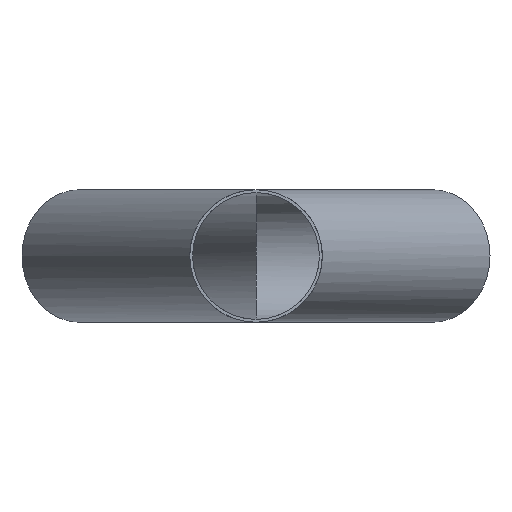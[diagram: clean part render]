
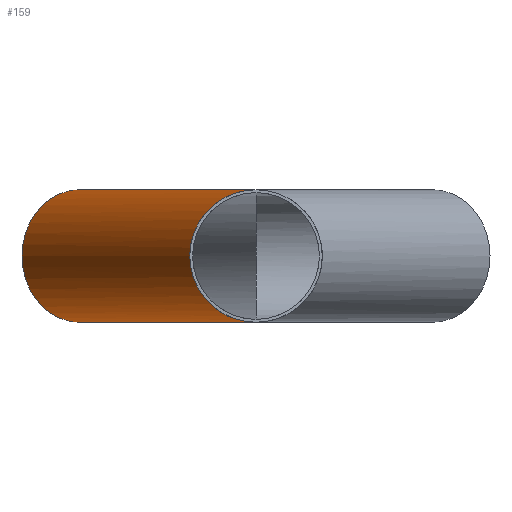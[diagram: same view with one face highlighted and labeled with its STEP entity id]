
A CAD part, front view. The second image highlights one B-rep face of the part: STEP entity #159.
In plain terms, the highlighted cylindrical face has radius 38.1 mm (diameter 76.2 mm), a full revolution.
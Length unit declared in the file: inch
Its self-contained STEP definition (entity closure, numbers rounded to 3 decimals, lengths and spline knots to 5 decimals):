
#24=FACE_OUTER_BOUND('',#33,.T.);
#33=EDGE_LOOP('',(#125,#126,#127,#128,#129,#130,#131));
#45=CIRCLE('',#197,1.5);
#51=LINE('',#294,#57);
#57=VECTOR('',#241,1.5);
#65=ELLIPSE('',#198,1.55291,1.5);
#66=ELLIPSE('',#199,3.,1.5);
#67=ELLIPSE('',#200,3.,1.5);
#68=ELLIPSE('',#201,1.55291,1.5);
#77=VERTEX_POINT('',#291);
#78=VERTEX_POINT('',#293);
#79=VERTEX_POINT('',#295);
#80=VERTEX_POINT('',#297);
#81=VERTEX_POINT('',#299);
#95=EDGE_CURVE('',#77,#77,#45,.T.);
#96=EDGE_CURVE('',#77,#78,#51,.T.);
#97=EDGE_CURVE('',#79,#78,#65,.T.);
#98=EDGE_CURVE('',#80,#79,#66,.T.);
#99=EDGE_CURVE('',#81,#80,#67,.T.);
#100=EDGE_CURVE('',#78,#81,#68,.T.);
#125=ORIENTED_EDGE('',*,*,#95,.F.);
#126=ORIENTED_EDGE('',*,*,#96,.T.);
#127=ORIENTED_EDGE('',*,*,#97,.F.);
#128=ORIENTED_EDGE('',*,*,#98,.F.);
#129=ORIENTED_EDGE('',*,*,#99,.F.);
#130=ORIENTED_EDGE('',*,*,#100,.F.);
#131=ORIENTED_EDGE('',*,*,#96,.F.);
#153=CYLINDRICAL_SURFACE('',#196,1.5);
#159=ADVANCED_FACE('',(#24),#153,.T.);
#196=AXIS2_PLACEMENT_3D('',#290,#237,#238);
#197=AXIS2_PLACEMENT_3D('',#292,#239,#240);
#198=AXIS2_PLACEMENT_3D('',#296,#242,#243);
#199=AXIS2_PLACEMENT_3D('',#298,#244,#245);
#200=AXIS2_PLACEMENT_3D('',#300,#246,#247);
#201=AXIS2_PLACEMENT_3D('',#301,#248,#249);
#237=DIRECTION('center_axis',(-0.5,0.866,0.));
#238=DIRECTION('ref_axis',(0.866,0.5,0.));
#239=DIRECTION('center_axis',(-0.5,0.866,0.));
#240=DIRECTION('ref_axis',(0.866,0.5,0.));
#241=DIRECTION('',(0.5,-0.866,0.));
#242=DIRECTION('center_axis',(0.259,-0.966,0.));
#243=DIRECTION('ref_axis',(0.966,0.259,0.));
#244=DIRECTION('center_axis',(1.,0.,0.));
#245=DIRECTION('ref_axis',(0.,1.,0.));
#246=DIRECTION('center_axis',(1.,0.,0.));
#247=DIRECTION('ref_axis',(0.,1.,0.));
#248=DIRECTION('center_axis',(0.259,-0.966,0.));
#249=DIRECTION('ref_axis',(0.966,0.259,0.));
#290=CARTESIAN_POINT('Origin',(0.,8.,0.));
#291=CARTESIAN_POINT('',(-5.29904,14.1782,0.));
#292=CARTESIAN_POINT('Origin',(-4.,14.9282,0.));
#293=CARTESIAN_POINT('',(-1.5,7.59808,0.));
#294=CARTESIAN_POINT('',(-1.29904,7.25,0.));
#295=CARTESIAN_POINT('',(0.,8.,1.5));
#296=CARTESIAN_POINT('Origin',(0.,8.,0.));
#297=CARTESIAN_POINT('',(0.,11.,0.));
#298=CARTESIAN_POINT('Origin',(0.,8.,0.));
#299=CARTESIAN_POINT('',(0.,8.,-1.5));
#300=CARTESIAN_POINT('Origin',(0.,8.,0.));
#301=CARTESIAN_POINT('Origin',(0.,8.,0.));
